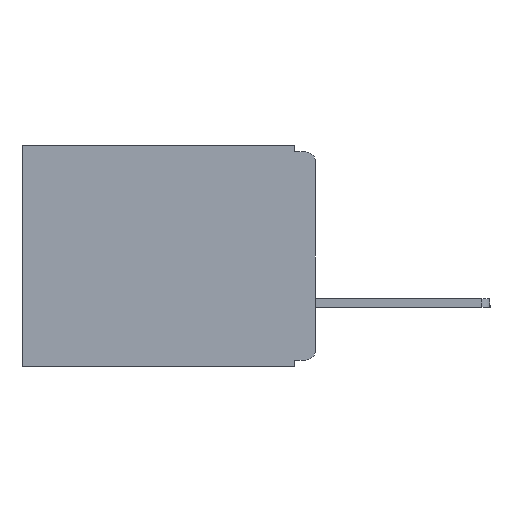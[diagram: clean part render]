
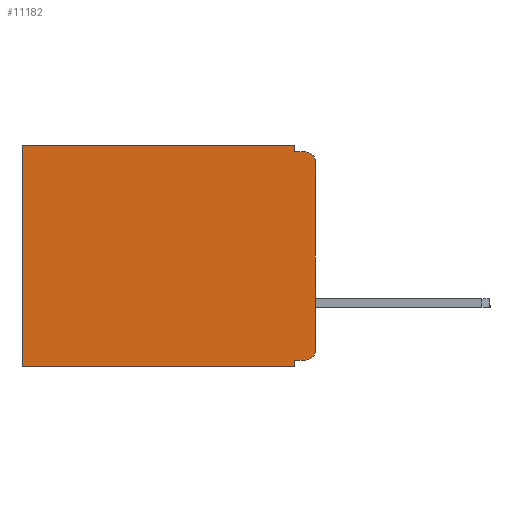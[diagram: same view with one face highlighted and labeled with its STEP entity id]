
A CAD part, left-side view. The second image highlights one B-rep face of the part: STEP entity #11182.
In plain terms, the highlighted planar face has unit normal (-1, 0, 0).
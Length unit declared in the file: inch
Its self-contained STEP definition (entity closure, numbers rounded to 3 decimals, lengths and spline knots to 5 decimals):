
#178 = VERTEX_POINT ( 'NONE', #9762 ) ;
#408 = CARTESIAN_POINT ( 'NONE',  ( 0.3, 0.015, -0.01 ) ) ;
#460 = DIRECTION ( 'NONE',  ( 0., 0., -1. ) ) ;
#472 = CARTESIAN_POINT ( 'NONE',  ( 0.3, 0., -0.33 ) ) ;
#556 = CARTESIAN_POINT ( 'NONE',  ( 0.3, 0.437, -0.33 ) ) ;
#622 = DIRECTION ( 'NONE',  ( 0., 0., -1. ) ) ;
#933 = ORIENTED_EDGE ( 'NONE', *, *, #8745, .F. ) ;
#1335 = VERTEX_POINT ( 'NONE', #10298 ) ;
#1695 = CARTESIAN_POINT ( 'NONE',  ( 0.3, 0.015, -0.32 ) ) ;
#2220 = DIRECTION ( 'NONE',  ( 0., 1., 0. ) ) ;
#2912 = CARTESIAN_POINT ( 'NONE',  ( 0.3, 0.031, -0.33 ) ) ;
#3031 = ORIENTED_EDGE ( 'NONE', *, *, #4517, .F. ) ;
#3230 = VECTOR ( 'NONE', #20211, 39.37008 ) ;
#3520 = LINE ( 'NONE', #4074, #13191 ) ;
#3777 = CARTESIAN_POINT ( 'NONE',  ( 0.3, 0., -0.33 ) ) ;
#3804 = VECTOR ( 'NONE', #4591, 39.37008 ) ;
#3820 = CARTESIAN_POINT ( 'NONE',  ( 0.3, 0.437, -0.33 ) ) ;
#4074 = CARTESIAN_POINT ( 'NONE',  ( 0.3, 0., -0.32 ) ) ;
#4162 = EDGE_CURVE ( 'NONE', #8877, #6794, #21429, .T. ) ;
#4209 = VECTOR ( 'NONE', #622, 39.37008 ) ;
#4517 = EDGE_CURVE ( 'NONE', #21612, #16721, #10149, .T. ) ;
#4591 = DIRECTION ( 'NONE',  ( 0., 0., -1. ) ) ;
#4835 = CARTESIAN_POINT ( 'NONE',  ( 0.3, 0.437, 0. ) ) ;
#4968 = DIRECTION ( 'NONE',  ( -1., 0., 0. ) ) ;
#5505 = ORIENTED_EDGE ( 'NONE', *, *, #5902, .T. ) ;
#5524 = DIRECTION ( 'NONE',  ( 0., 0., -1. ) ) ;
#5902 = EDGE_CURVE ( 'NONE', #6038, #9538, #17282, .T. ) ;
#6038 = VERTEX_POINT ( 'NONE', #4835 ) ;
#6169 = LINE ( 'NONE', #12624, #19160 ) ;
#6298 = CIRCLE ( 'NONE', #21605, 0.015 ) ;
#6389 = EDGE_CURVE ( 'NONE', #6794, #9538, #12782, .T. ) ;
#6650 = FACE_OUTER_BOUND ( 'NONE', #16783, .T. ) ;
#6710 = CARTESIAN_POINT ( 'NONE',  ( 0.3, 0.031, 0. ) ) ;
#6714 = CARTESIAN_POINT ( 'NONE',  ( 0.3, 0.031, 0. ) ) ;
#6734 = EDGE_CURVE ( 'NONE', #7419, #1335, #18780, .T. ) ;
#6794 = VERTEX_POINT ( 'NONE', #10285 ) ;
#7419 = VERTEX_POINT ( 'NONE', #1695 ) ;
#7475 = DIRECTION ( 'NONE',  ( 0., 1., 0. ) ) ;
#7507 = CARTESIAN_POINT ( 'NONE',  ( 0.3, 0.031, -0.01 ) ) ;
#8178 = ORIENTED_EDGE ( 'NONE', *, *, #4162, .F. ) ;
#8269 = AXIS2_PLACEMENT_3D ( 'NONE', #18595, #8502, #20248 ) ;
#8502 = DIRECTION ( 'NONE',  ( -1., 0., 0. ) ) ;
#8745 = EDGE_CURVE ( 'NONE', #21927, #21612, #12396, .T. ) ;
#8877 = VERTEX_POINT ( 'NONE', #17269 ) ;
#9023 = EDGE_CURVE ( 'NONE', #7419, #8877, #3520, .T. ) ;
#9214 = EDGE_CURVE ( 'NONE', #178, #1335, #12923, .T. ) ;
#9538 = VERTEX_POINT ( 'NONE', #3820 ) ;
#9591 = ORIENTED_EDGE ( 'NONE', *, *, #9023, .F. ) ;
#9762 = CARTESIAN_POINT ( 'NONE',  ( 0.3, 0., -0.025 ) ) ;
#10149 = LINE ( 'NONE', #13106, #18579 ) ;
#10285 = CARTESIAN_POINT ( 'NONE',  ( 0.3, 0.031, -0.33 ) ) ;
#10298 = CARTESIAN_POINT ( 'NONE',  ( 0.3, 0., -0.305 ) ) ;
#11182 = ADVANCED_FACE ( 'NONE', ( #6650 ), #14034, .F. ) ;
#12035 = ORIENTED_EDGE ( 'NONE', *, *, #6389, .F. ) ;
#12396 = LINE ( 'NONE', #6710, #3230 ) ;
#12596 = VECTOR ( 'NONE', #460, 39.37008 ) ;
#12624 = CARTESIAN_POINT ( 'NONE',  ( 0.3, 0., 0. ) ) ;
#12782 = LINE ( 'NONE', #472, #21109 ) ;
#12923 = LINE ( 'NONE', #16504, #3804 ) ;
#13106 = CARTESIAN_POINT ( 'NONE',  ( 0.3, 0., -0.01 ) ) ;
#13191 = VECTOR ( 'NONE', #7475, 39.37008 ) ;
#13507 = ORIENTED_EDGE ( 'NONE', *, *, #15319, .T. ) ;
#14034 = PLANE ( 'NONE',  #20022 ) ;
#14136 = DIRECTION ( 'NONE',  ( 0., -1., 0. ) ) ;
#15181 = CARTESIAN_POINT ( 'NONE',  ( 0.3, 0.015, -0.025 ) ) ;
#15319 = EDGE_CURVE ( 'NONE', #178, #16721, #6298, .T. ) ;
#15744 = DIRECTION ( 'NONE',  ( 1., 0., 0. ) ) ;
#16504 = CARTESIAN_POINT ( 'NONE',  ( 0.3, 0., -0.33 ) ) ;
#16682 = ORIENTED_EDGE ( 'NONE', *, *, #18482, .T. ) ;
#16721 = VERTEX_POINT ( 'NONE', #408 ) ;
#16783 = EDGE_LOOP ( 'NONE', ( #17330, #13507, #3031, #933, #16682, #5505, #12035, #8178, #9591, #20744 ) ) ;
#16862 = DIRECTION ( 'NONE',  ( 0., 0., -1. ) ) ;
#17269 = CARTESIAN_POINT ( 'NONE',  ( 0.3, 0.031, -0.32 ) ) ;
#17282 = LINE ( 'NONE', #556, #4209 ) ;
#17330 = ORIENTED_EDGE ( 'NONE', *, *, #9214, .F. ) ;
#17758 = DIRECTION ( 'NONE',  ( 0., 1., 0. ) ) ;
#18482 = EDGE_CURVE ( 'NONE', #21927, #6038, #6169, .T. ) ;
#18579 = VECTOR ( 'NONE', #14136, 39.37008 ) ;
#18595 = CARTESIAN_POINT ( 'NONE',  ( 0.3, 0.015, -0.305 ) ) ;
#18780 = CIRCLE ( 'NONE', #8269, 0.015 ) ;
#19160 = VECTOR ( 'NONE', #17758, 39.37008 ) ;
#20022 = AXIS2_PLACEMENT_3D ( 'NONE', #3777, #15744, #5524 ) ;
#20211 = DIRECTION ( 'NONE',  ( 0., 0., -1. ) ) ;
#20248 = DIRECTION ( 'NONE',  ( 0., 0., -1. ) ) ;
#20744 = ORIENTED_EDGE ( 'NONE', *, *, #6734, .T. ) ;
#21109 = VECTOR ( 'NONE', #2220, 39.37008 ) ;
#21429 = LINE ( 'NONE', #2912, #12596 ) ;
#21605 = AXIS2_PLACEMENT_3D ( 'NONE', #15181, #4968, #16862 ) ;
#21612 = VERTEX_POINT ( 'NONE', #7507 ) ;
#21927 = VERTEX_POINT ( 'NONE', #6714 ) ;
